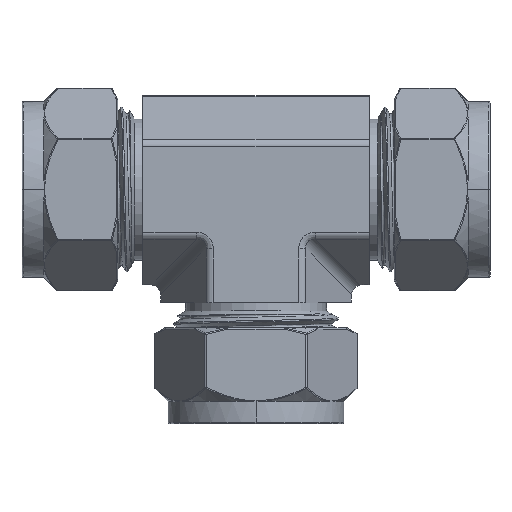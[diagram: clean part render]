
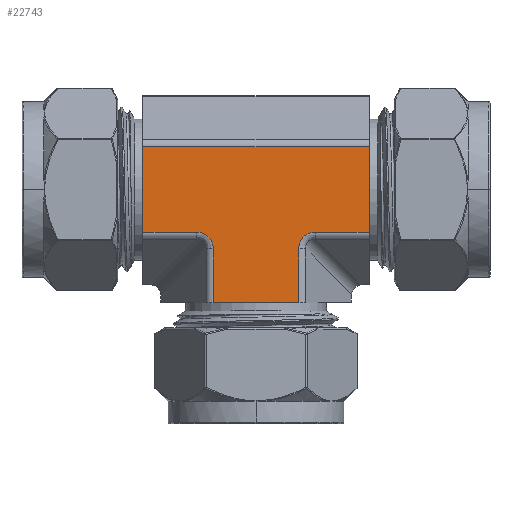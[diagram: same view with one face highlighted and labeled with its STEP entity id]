
A CAD part, top view. The second image highlights one B-rep face of the part: STEP entity #22743.
In plain terms, the highlighted planar face has unit normal (0, 0, 1).
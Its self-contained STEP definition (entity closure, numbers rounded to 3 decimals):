
#4312=DIRECTION('',(-1.,0.,0.));
#4313=VECTOR('',#4312,15.588);
#4314=CARTESIAN_POINT('',(7.794,-20.6,15.));
#4315=LINE('',#4314,#4313);
#4466=DIRECTION('',(0.,1.,0.));
#4467=VECTOR('',#4466,15.588);
#4468=CARTESIAN_POINT('',(-20.6,-7.794,15.));
#4469=LINE('',#4468,#4467);
#4565=DIRECTION('',(0.,-1.,0.));
#4566=VECTOR('',#4565,15.588);
#4567=CARTESIAN_POINT('',(20.6,7.794,15.));
#4568=LINE('',#4567,#4566);
#12023=DIRECTION('',(1.,0.,0.));
#12024=VECTOR('',#12023,41.2);
#12025=CARTESIAN_POINT('',(-20.6,7.794,15.));
#12026=LINE('',#12025,#12024);
#12027=DIRECTION('',(-1.,0.,0.));
#12028=VECTOR('',#12027,9.775);
#12029=CARTESIAN_POINT('',(20.6,-7.794,15.));
#12030=LINE('',#12029,#12028);
#12031=CARTESIAN_POINT('',(10.825,-7.794,15.));
#12032=CARTESIAN_POINT('',(10.741,-7.794,
15.));
#12033=CARTESIAN_POINT('',(10.576,-7.8,
15.));
#12034=CARTESIAN_POINT('',(10.344,-7.823,
15.));
#12035=CARTESIAN_POINT('',(10.119,-7.861,
15.));
#12036=CARTESIAN_POINT('',(9.905,-7.913,
15.));
#12037=CARTESIAN_POINT('',(9.702,-7.976,
15.));
#12038=CARTESIAN_POINT('',(9.512,-8.051,
15.));
#12039=CARTESIAN_POINT('',(9.333,-8.135,
15.));
#12040=CARTESIAN_POINT('',(9.166,-8.228,15.));
#12041=CARTESIAN_POINT('',(9.01,-8.329,15.));
#12042=CARTESIAN_POINT('',(8.863,-8.439,15.));
#12043=CARTESIAN_POINT('',(8.725,-8.557,15.));
#12044=CARTESIAN_POINT('',(8.595,-8.684,15.));
#12045=CARTESIAN_POINT('',(8.474,-8.82,15.));
#12046=CARTESIAN_POINT('',(8.36,-8.967,15.));
#12047=CARTESIAN_POINT('',(8.254,-9.124,15.));
#12048=CARTESIAN_POINT('',(8.156,-9.293,
15.));
#12049=CARTESIAN_POINT('',(8.067,-9.475,
15.));
#12050=CARTESIAN_POINT('',(7.987,-9.671,
15.));
#12051=CARTESIAN_POINT('',(7.919,-9.88,
15.));
#12052=CARTESIAN_POINT('',(7.865,-10.1,
15.));
#12053=CARTESIAN_POINT('',(7.825,-10.331,
15.));
#12054=CARTESIAN_POINT('',(7.8,-10.573,
15.));
#12055=CARTESIAN_POINT('',(7.794,-10.74,
15.));
#12056=CARTESIAN_POINT('',(7.794,-10.825,15.));
#12058=DIRECTION('',(0.,-1.,0.));
#12059=VECTOR('',#12058,9.775);
#12060=CARTESIAN_POINT('',(7.794,-10.825,15.));
#12061=LINE('',#12060,#12059);
#12062=DIRECTION('',(0.,1.,0.));
#12063=VECTOR('',#12062,9.775);
#12064=CARTESIAN_POINT('',(-7.794,-20.6,15.));
#12065=LINE('',#12064,#12063);
#12066=CARTESIAN_POINT('',(-7.794,-10.825,15.));
#12067=CARTESIAN_POINT('',(-7.794,-10.741,
15.));
#12068=CARTESIAN_POINT('',(-7.8,-10.576,
15.));
#12069=CARTESIAN_POINT('',(-7.823,-10.344,
15.));
#12070=CARTESIAN_POINT('',(-7.861,-10.119,
15.));
#12071=CARTESIAN_POINT('',(-7.913,-9.905,
15.));
#12072=CARTESIAN_POINT('',(-7.976,-9.702,
15.));
#12073=CARTESIAN_POINT('',(-8.051,-9.512,
15.));
#12074=CARTESIAN_POINT('',(-8.135,-9.333,
15.));
#12075=CARTESIAN_POINT('',(-8.228,-9.166,15.));
#12076=CARTESIAN_POINT('',(-8.329,-9.01,15.));
#12077=CARTESIAN_POINT('',(-8.439,-8.863,15.));
#12078=CARTESIAN_POINT('',(-8.557,-8.725,15.));
#12079=CARTESIAN_POINT('',(-8.684,-8.595,15.));
#12080=CARTESIAN_POINT('',(-8.82,-8.474,15.));
#12081=CARTESIAN_POINT('',(-8.967,-8.36,15.));
#12082=CARTESIAN_POINT('',(-9.124,-8.254,15.));
#12083=CARTESIAN_POINT('',(-9.293,-8.156,
15.));
#12084=CARTESIAN_POINT('',(-9.475,-8.067,
15.));
#12085=CARTESIAN_POINT('',(-9.671,-7.987,
15.));
#12086=CARTESIAN_POINT('',(-9.88,-7.919,
15.));
#12087=CARTESIAN_POINT('',(-10.1,-7.865,
15.));
#12088=CARTESIAN_POINT('',(-10.331,-7.825,
15.));
#12089=CARTESIAN_POINT('',(-10.573,-7.8,
15.));
#12090=CARTESIAN_POINT('',(-10.74,-7.794,
15.));
#12091=CARTESIAN_POINT('',(-10.825,-7.794,15.));
#12093=DIRECTION('',(-1.,0.,0.));
#12094=VECTOR('',#12093,9.775);
#12095=CARTESIAN_POINT('',(-10.825,-7.794,15.));
#12096=LINE('',#12095,#12094);
#12630=CARTESIAN_POINT('',(20.6,7.794,15.));
#12632=VERTEX_POINT('',#12630);
#12633=CARTESIAN_POINT('',(-20.6,7.794,15.));
#12634=VERTEX_POINT('',#12633);
#12653=CARTESIAN_POINT('',(-7.794,-20.6,15.));
#12655=VERTEX_POINT('',#12653);
#12659=CARTESIAN_POINT('',(-7.794,-10.825,15.));
#12660=VERTEX_POINT('',#12659);
#12662=CARTESIAN_POINT('',(7.794,-20.6,15.));
#12664=VERTEX_POINT('',#12662);
#12665=CARTESIAN_POINT('',(7.794,-10.825,15.));
#12666=VERTEX_POINT('',#12665);
#12670=VERTEX_POINT('',#12031);
#12675=CARTESIAN_POINT('',(-10.825,-7.794,15.));
#12676=CARTESIAN_POINT('',(-20.6,-7.794,15.));
#12677=VERTEX_POINT('',#12675);
#12678=VERTEX_POINT('',#12676);
#12681=CARTESIAN_POINT('',(20.6,-7.794,15.));
#12682=VERTEX_POINT('',#12681);
#22721=CARTESIAN_POINT('',(0.,8.66,15.));
#22722=DIRECTION('',(0.,0.,1.));
#22723=DIRECTION('',(0.,-1.,0.));
#22724=AXIS2_PLACEMENT_3D('',#22721,#22722,#22723);
#22725=PLANE('',#22724);
#22726=ORIENTED_EDGE('',*,*,#22713,.T.);
#22727=ORIENTED_EDGE('',*,*,#16348,.T.);
#22729=ORIENTED_EDGE('',*,*,#22728,.T.);
#22731=ORIENTED_EDGE('',*,*,#22730,.T.);
#22733=ORIENTED_EDGE('',*,*,#22732,.T.);
#22734=ORIENTED_EDGE('',*,*,#16122,.T.);
#22735=ORIENTED_EDGE('',*,*,#16170,.T.);
#22737=ORIENTED_EDGE('',*,*,#22736,.T.);
#22739=ORIENTED_EDGE('',*,*,#22738,.T.);
#22740=ORIENTED_EDGE('',*,*,#16267,.T.);
#22741=EDGE_LOOP('',(#22726,#22727,#22729,#22731,#22733,#22734,#22735,#22737,
#22739,#22740));
#22742=FACE_OUTER_BOUND('',#22741,.F.);
#12057=B_SPLINE_CURVE_WITH_KNOTS('',3,(#12031,#12032,#12033,#12034,#12035,
#12036,#12037,#12038,#12039,#12040,#12041,#12042,#12043,#12044,#12045,#12046,
#12047,#12048,#12049,#12050,#12051,#12052,#12053,#12054,#12055,#12056),
.UNSPECIFIED.,.F.,.F.,(4,1,1,1,1,1,1,1,1,1,1,1,1,1,1,1,1,1,1,1,1,1,1,4),(0.,
0.043,0.087,0.13,0.174,
0.217,0.261,0.304,0.348,
0.391,0.435,0.478,0.522,
0.565,0.609,0.652,0.696,
0.739,0.783,0.826,0.87,
0.913,0.957,1.),.UNSPECIFIED.);
#12092=B_SPLINE_CURVE_WITH_KNOTS('',3,(#12066,#12067,#12068,#12069,#12070,
#12071,#12072,#12073,#12074,#12075,#12076,#12077,#12078,#12079,#12080,#12081,
#12082,#12083,#12084,#12085,#12086,#12087,#12088,#12089,#12090,#12091),
.UNSPECIFIED.,.F.,.F.,(4,1,1,1,1,1,1,1,1,1,1,1,1,1,1,1,1,1,1,1,1,1,1,4),(0.,
0.043,0.087,0.13,0.174,
0.217,0.261,0.304,0.348,
0.391,0.435,0.478,0.522,
0.565,0.609,0.652,0.696,
0.739,0.783,0.826,0.87,
0.913,0.957,1.),.UNSPECIFIED.);
#16122=EDGE_CURVE('',#12664,#12655,#4315,.T.);
#16170=EDGE_CURVE('',#12655,#12660,#12065,.T.);
#16267=EDGE_CURVE('',#12678,#12634,#4469,.T.);
#16348=EDGE_CURVE('',#12632,#12682,#4568,.T.);
#22713=EDGE_CURVE('',#12634,#12632,#12026,.T.);
#22728=EDGE_CURVE('',#12682,#12670,#12030,.T.);
#22730=EDGE_CURVE('',#12670,#12666,#12057,.T.);
#22732=EDGE_CURVE('',#12666,#12664,#12061,.T.);
#22736=EDGE_CURVE('',#12660,#12677,#12092,.T.);
#22738=EDGE_CURVE('',#12677,#12678,#12096,.T.);
#22743=ADVANCED_FACE('',(#22742),#22725,.T.);
